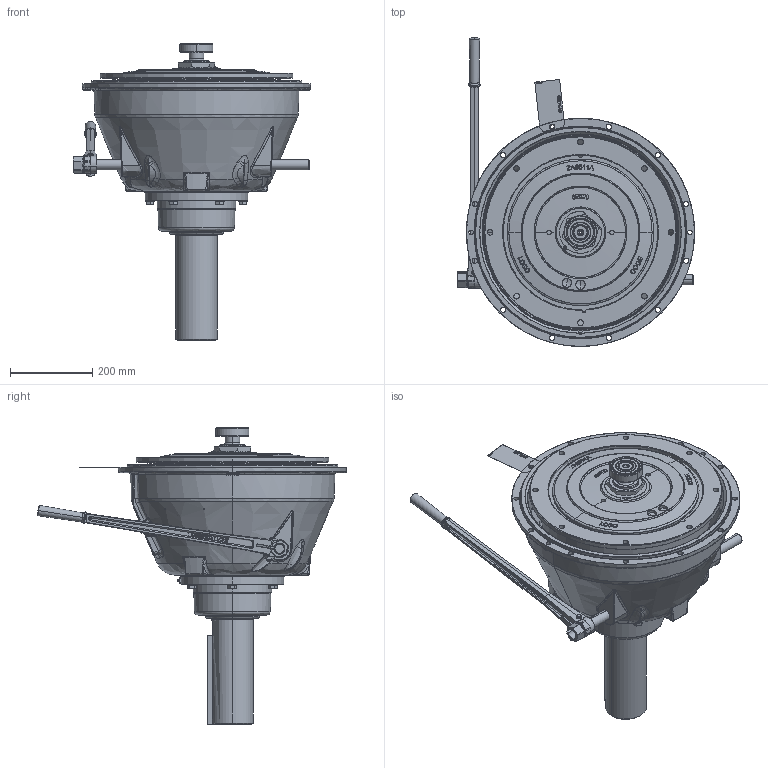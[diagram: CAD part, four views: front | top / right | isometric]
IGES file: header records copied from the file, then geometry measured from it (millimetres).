
Start section: SolidWorks IGES file using analytic representation for surfaces
Global section: file name: SP314P136.IGS; native system: SolidWorks 2010; preprocessor: SolidWorks 2010; author: josephl; date: 150804.133323; units: millimetre
Bounding box: 575.12 x 749.34 x 719.18 mm (x, y, z)
Surface area: 1766002 mm2 (no closed solid volume)
Topology: 0 solids, 0 shells, 1215 faces, 22294 edges, 22252 vertices
Faces by surface type: bspline 791, revolution 424
